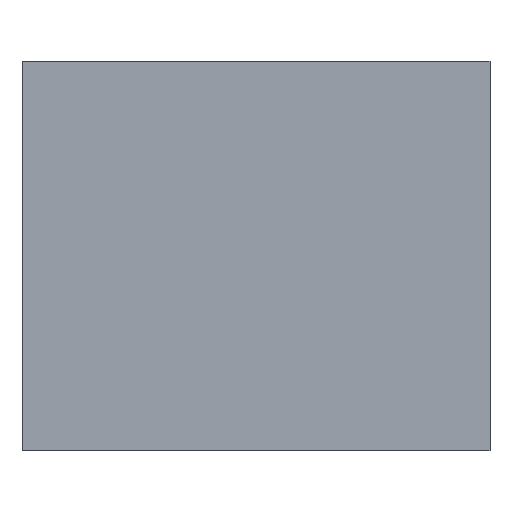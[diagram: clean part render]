
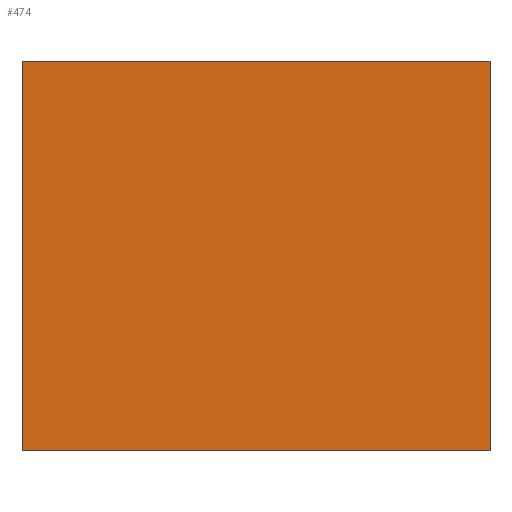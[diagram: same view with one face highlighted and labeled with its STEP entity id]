
A CAD part, front view. The second image highlights one B-rep face of the part: STEP entity #474.
In plain terms, the highlighted planar face has unit normal (0, -1, 0).
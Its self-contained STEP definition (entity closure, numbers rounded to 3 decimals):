
#36=PLANE('',#532);
#59=FACE_OUTER_BOUND('',#86,.T.);
#86=EDGE_LOOP('',(#431,#432,#433,#434));
#109=LINE('',#758,#161);
#113=LINE('',#769,#165);
#128=LINE('',#805,#180);
#140=LINE('',#829,#192);
#161=VECTOR('',#580,10.);
#165=VECTOR('',#592,10.);
#180=VECTOR('',#627,10.);
#192=VECTOR('',#651,10.);
#228=VERTEX_POINT('',#755);
#229=VERTEX_POINT('',#757);
#231=VERTEX_POINT('',#766);
#232=VERTEX_POINT('',#768);
#277=EDGE_CURVE('',#228,#229,#109,.T.);
#283=EDGE_CURVE('',#232,#231,#113,.T.);
#302=EDGE_CURVE('',#232,#228,#128,.T.);
#314=EDGE_CURVE('',#231,#229,#140,.T.);
#431=ORIENTED_EDGE('',*,*,#283,.T.);
#432=ORIENTED_EDGE('',*,*,#314,.T.);
#433=ORIENTED_EDGE('',*,*,#277,.F.);
#434=ORIENTED_EDGE('',*,*,#302,.F.);
#474=ADVANCED_FACE('',(#59),#36,.T.);
#532=AXIS2_PLACEMENT_3D('',#830,#652,#653);
#580=DIRECTION('',(1.,0.,0.));
#592=DIRECTION('',(1.,0.,0.));
#627=DIRECTION('',(0.,0.,1.));
#651=DIRECTION('',(0.,0.,1.));
#652=DIRECTION('center_axis',(0.,-1.,0.));
#653=DIRECTION('ref_axis',(1.,0.,0.));
#755=CARTESIAN_POINT('',(0.,-10.,5.));
#757=CARTESIAN_POINT('',(6.,-10.,5.));
#758=CARTESIAN_POINT('',(-10.,-10.,5.));
#766=CARTESIAN_POINT('',(6.,-10.,0.));
#768=CARTESIAN_POINT('',(0.,-10.,0.));
#769=CARTESIAN_POINT('',(-10.,-10.,0.));
#805=CARTESIAN_POINT('',(0.,-10.,0.));
#829=CARTESIAN_POINT('',(6.,-10.,0.));
#830=CARTESIAN_POINT('Origin',(0.,-10.,0.));
